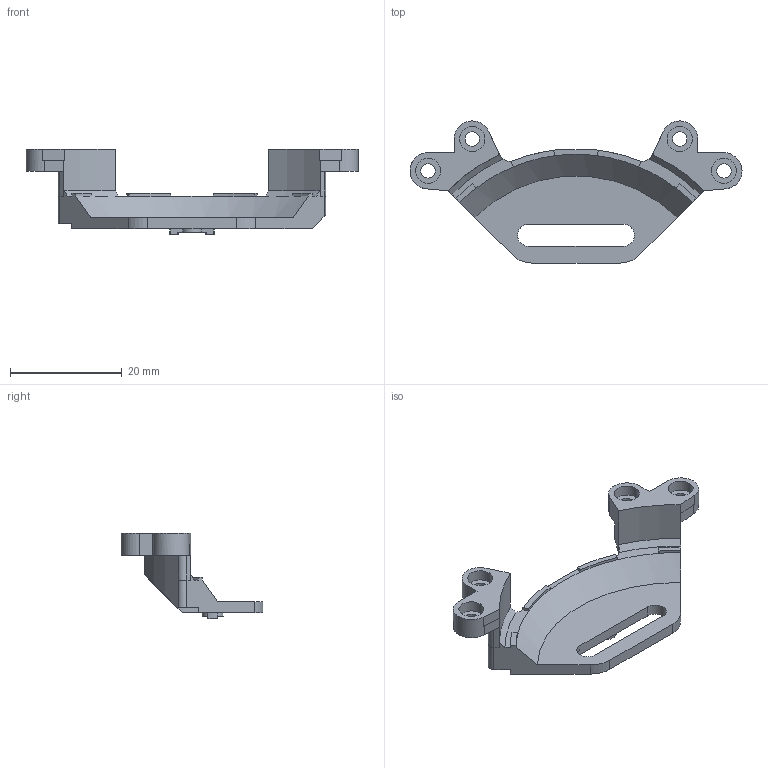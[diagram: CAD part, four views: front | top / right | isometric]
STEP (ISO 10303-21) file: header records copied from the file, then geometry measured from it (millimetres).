
FILE_DESCRIPTION (( 'STEP AP214' ), '1' );
FILE_NAME ('隅弇啣-C蟀諉璃.STEP', '2024-08-04T15:19:16', ( '' ), ( '' ), 'SwSTEP 2.0', 'SolidWorks 2022', '' );
FILE_SCHEMA (( 'AUTOMOTIVE_DESIGN' ));
Length unit declared in the file: millimetre
Products named in the file (1): 定位板-C连接件
Bounding box: 59.53 x 25.46 x 15.37 mm (x, y, z)
Volume: 2409.6 mm3; surface area: 2902.7 mm2
Topology: 1 solids, 1 shells, 125 faces, 337 edges, 219 vertices
Faces by surface type: plane 64, cylinder 58, cone 3
Entity records: 3998 total; most frequent: CARTESIAN_POINT 763, DIRECTION 678, ORIENTED_EDGE 674, EDGE_CURVE 337, AXIS2_PLACEMENT_3D 238, VERTEX_POINT 219, VECTOR 202, LINE 202
